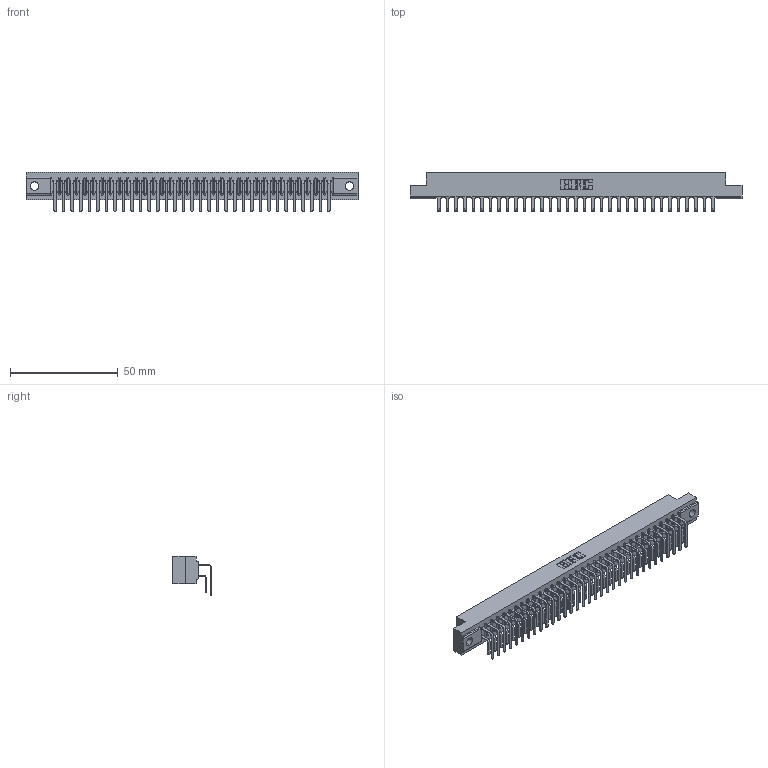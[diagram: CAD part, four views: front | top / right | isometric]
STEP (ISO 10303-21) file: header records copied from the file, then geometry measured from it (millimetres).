
FILE_DESCRIPTION (( 'STEP AP203' ), '1' );
FILE_NAME ('357-033-559-102.STEP', '2018-08-10T01:14:29', ( '' ), ( '' ), 'SwSTEP 2.0', 'SolidWorks 2016', '' );
FILE_SCHEMA (( 'CONFIG_CONTROL_DESIGN' ));
Length unit declared in the file: inch
Products named in the file (4): 357-033-559-102; 307 Part_.128 Dia Mounting Holes; 307-290-001_558 559 - 1 (Single); 307-290-001_559 - 2 (Single)
Assembly tree (67 placements, depth 2):
  357-033-559-102
    307 Part_.128 Dia Mounting Holes
    307-290-001_558 559 - 1 (Single)  x33
    307-290-001_559 - 2 (Single)  x33
Bounding box: 153.77 x 17.69 x 18.07 mm (x, y, z)
Volume: 16492.8 mm3; surface area: 21504.4 mm2
Topology: 67 solids, 67 shells, 3452 faces, 9695 edges, 6282 vertices
Faces by surface type: plane 2248, cylinder 1136, sphere 68
Entity records: 31905 total; most frequent: CARTESIAN_POINT 5223, ORIENTED_EDGE 5174, DIRECTION 5119, EDGE_CURVE 2587, VECTOR 1979, LINE 1979, VERTEX_POINT 1674, AXIS2_PLACEMENT_3D 1570
